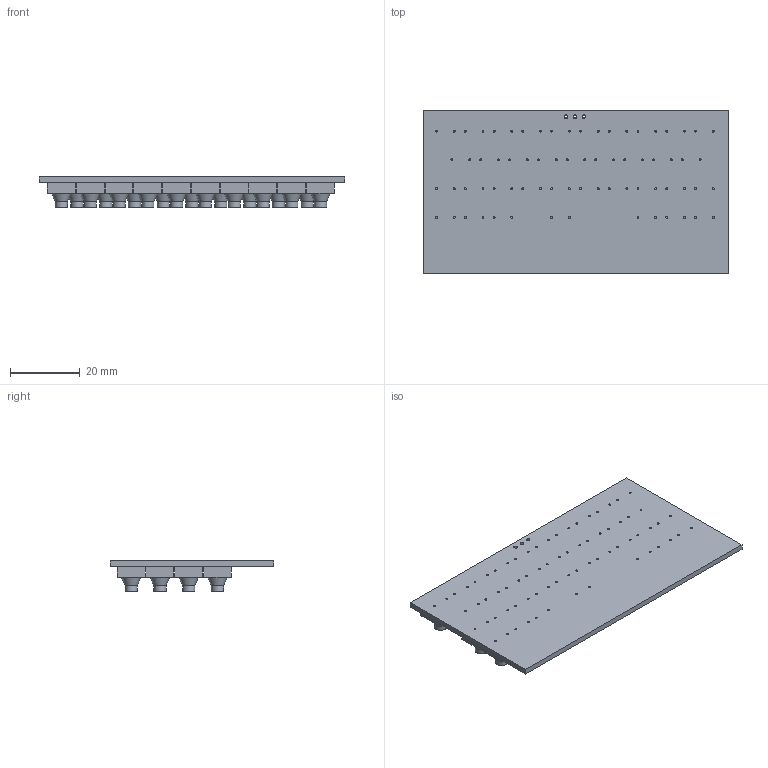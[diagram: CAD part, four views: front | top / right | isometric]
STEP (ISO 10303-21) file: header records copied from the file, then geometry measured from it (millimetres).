
FILE_DESCRIPTION(('KiCad electronic assembly'),'2;1');
FILE_NAME('keyboard.step','2022-07-20T20:49:45',('Pcbnew'),('Kicad'), 'Open CASCADE STEP processor 7.5','KiCad to STEP converter','Unknown' );
FILE_SCHEMA(('AUTOMOTIVE_DESIGN { 1 0 10303 214 1 1 1 1 }'));
Length unit declared in the file: millimetre
Products named in the file (4): keyboard 1; btn.m3d; SOLID; keyboard PCB
Assembly tree (38 placements, depth 3):
  keyboard 1
    btn.m3d  x36
      SOLID
    keyboard PCB
Bounding box: 87.63 x 46.99 x 8.7 mm (x, y, z)
Volume: 15456 mm3; surface area: 18925 mm2
Topology: 37 solids, 37 shells, 441 faces, 921 edges, 590 vertices
Faces by surface type: bspline 360, cylinder 75, plane 6
Full cylindrical faces by diameter (mm): 0.562 x72, 1 x3
Entity records: 7575 total; most frequent: CARTESIAN_POINT 2151, DIRECTION 951, ORIENTED_EDGE 512, PCURVE 512, DEFINITIONAL_REPRESENTATION 512, LINE 411, VECTOR 411, AXIS2_PLACEMENT_3D 270
